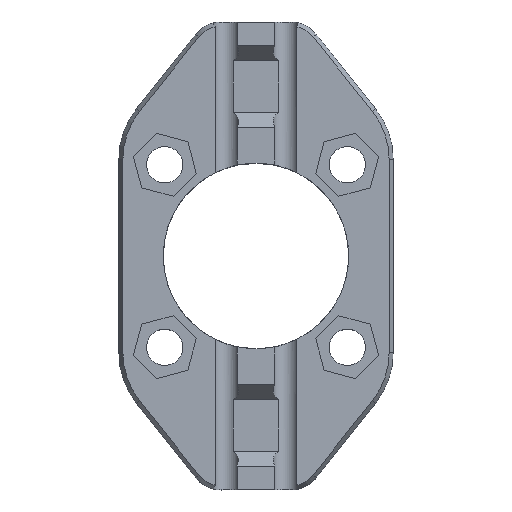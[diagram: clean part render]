
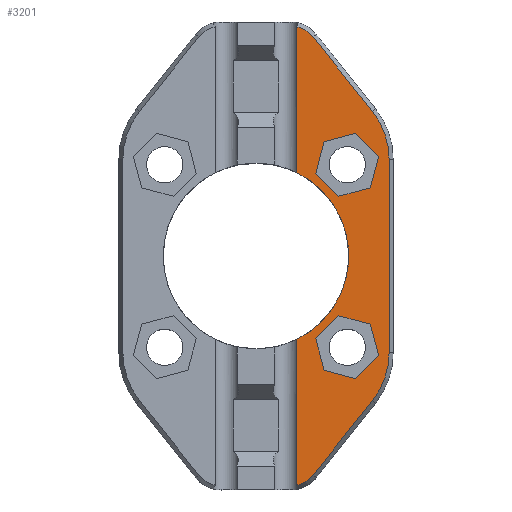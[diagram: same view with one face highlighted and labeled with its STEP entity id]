
A CAD part, top view. The second image highlights one B-rep face of the part: STEP entity #3201.
In plain terms, the highlighted planar face has unit normal (0, 0, 1).
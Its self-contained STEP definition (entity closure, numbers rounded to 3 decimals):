
#92=FACE_BOUND('',#544,.T.);
#93=FACE_BOUND('',#545,.T.);
#125=B_SPLINE_CURVE_WITH_KNOTS('',3,(#4529,#4530,#4531,#4532),
 .UNSPECIFIED.,.F.,.F.,(4,4),(1.033,2.842),
 .UNSPECIFIED.);
#126=B_SPLINE_CURVE_WITH_KNOTS('',3,(#4535,#4536,#4537,#4538),
 .UNSPECIFIED.,.F.,.F.,(4,4),(-2.842,-1.033),
 .UNSPECIFIED.);
#244=PLANE('',#3416);
#360=FACE_OUTER_BOUND('',#543,.T.);
#543=EDGE_LOOP('',(#2289,#2290,#2291,#2292,#2293,#2294,#2295,#2296,#2297,
#2298));
#544=EDGE_LOOP('',(#2299,#2300,#2301,#2302,#2303,#2304));
#545=EDGE_LOOP('',(#2305,#2306,#2307,#2308,#2309,#2310));
#736=CIRCLE('',#3404,9.5);
#738=CIRCLE('',#3407,3.5);
#740=CIRCLE('',#3411,9.5);
#741=CIRCLE('',#3414,3.5);
#743=CIRCLE('',#3417,11.5);
#794=LINE('',#4462,#1102);
#797=LINE('',#4493,#1105);
#801=LINE('',#4505,#1109);
#803=LINE('',#4541,#1111);
#804=LINE('',#4543,#1112);
#805=LINE('',#4545,#1113);
#806=LINE('',#4547,#1114);
#807=LINE('',#4549,#1115);
#808=LINE('',#4550,#1116);
#809=LINE('',#4553,#1117);
#810=LINE('',#4555,#1118);
#811=LINE('',#4557,#1119);
#812=LINE('',#4559,#1120);
#813=LINE('',#4561,#1121);
#814=LINE('',#4562,#1122);
#1102=VECTOR('',#3644,10.);
#1105=VECTOR('',#3661,10.);
#1109=VECTOR('',#3673,10.);
#1111=VECTOR('',#3685,10.);
#1112=VECTOR('',#3686,10.);
#1113=VECTOR('',#3687,10.);
#1114=VECTOR('',#3688,10.);
#1115=VECTOR('',#3689,10.);
#1116=VECTOR('',#3690,10.);
#1117=VECTOR('',#3691,10.);
#1118=VECTOR('',#3692,10.);
#1119=VECTOR('',#3693,10.);
#1120=VECTOR('',#3694,10.);
#1121=VECTOR('',#3695,10.);
#1122=VECTOR('',#3696,10.);
#1423=VERTEX_POINT('',#4455);
#1426=VERTEX_POINT('',#4460);
#1428=VERTEX_POINT('',#4466);
#1431=VERTEX_POINT('',#4481);
#1433=VERTEX_POINT('',#4491);
#1435=VERTEX_POINT('',#4498);
#1437=VERTEX_POINT('',#4503);
#1439=VERTEX_POINT('',#4509);
#1441=VERTEX_POINT('',#4528);
#1442=VERTEX_POINT('',#4533);
#1443=VERTEX_POINT('',#4539);
#1444=VERTEX_POINT('',#4540);
#1445=VERTEX_POINT('',#4542);
#1446=VERTEX_POINT('',#4544);
#1447=VERTEX_POINT('',#4546);
#1448=VERTEX_POINT('',#4548);
#1449=VERTEX_POINT('',#4551);
#1450=VERTEX_POINT('',#4552);
#1451=VERTEX_POINT('',#4554);
#1452=VERTEX_POINT('',#4556);
#1453=VERTEX_POINT('',#4558);
#1454=VERTEX_POINT('',#4560);
#1755=EDGE_CURVE('',#1426,#1423,#794,.T.);
#1758=EDGE_CURVE('',#1428,#1426,#736,.T.);
#1761=EDGE_CURVE('',#1423,#1431,#738,.T.);
#1764=EDGE_CURVE('',#1433,#1428,#797,.T.);
#1768=EDGE_CURVE('',#1435,#1433,#740,.T.);
#1770=EDGE_CURVE('',#1437,#1435,#801,.T.);
#1773=EDGE_CURVE('',#1439,#1437,#741,.T.);
#1776=EDGE_CURVE('',#1441,#1439,#125,.T.);
#1777=EDGE_CURVE('',#1441,#1442,#743,.T.);
#1778=EDGE_CURVE('',#1431,#1442,#126,.T.);
#1779=EDGE_CURVE('',#1443,#1444,#803,.T.);
#1780=EDGE_CURVE('',#1444,#1445,#804,.T.);
#1781=EDGE_CURVE('',#1445,#1446,#805,.T.);
#1782=EDGE_CURVE('',#1446,#1447,#806,.T.);
#1783=EDGE_CURVE('',#1447,#1448,#807,.T.);
#1784=EDGE_CURVE('',#1448,#1443,#808,.T.);
#1785=EDGE_CURVE('',#1449,#1450,#809,.T.);
#1786=EDGE_CURVE('',#1450,#1451,#810,.T.);
#1787=EDGE_CURVE('',#1451,#1452,#811,.T.);
#1788=EDGE_CURVE('',#1452,#1453,#812,.T.);
#1789=EDGE_CURVE('',#1453,#1454,#813,.T.);
#1790=EDGE_CURVE('',#1454,#1449,#814,.T.);
#2289=ORIENTED_EDGE('',*,*,#1761,.F.);
#2290=ORIENTED_EDGE('',*,*,#1755,.F.);
#2291=ORIENTED_EDGE('',*,*,#1758,.F.);
#2292=ORIENTED_EDGE('',*,*,#1764,.F.);
#2293=ORIENTED_EDGE('',*,*,#1768,.F.);
#2294=ORIENTED_EDGE('',*,*,#1770,.F.);
#2295=ORIENTED_EDGE('',*,*,#1773,.F.);
#2296=ORIENTED_EDGE('',*,*,#1776,.F.);
#2297=ORIENTED_EDGE('',*,*,#1777,.T.);
#2298=ORIENTED_EDGE('',*,*,#1778,.F.);
#2299=ORIENTED_EDGE('',*,*,#1779,.T.);
#2300=ORIENTED_EDGE('',*,*,#1780,.T.);
#2301=ORIENTED_EDGE('',*,*,#1781,.T.);
#2302=ORIENTED_EDGE('',*,*,#1782,.T.);
#2303=ORIENTED_EDGE('',*,*,#1783,.T.);
#2304=ORIENTED_EDGE('',*,*,#1784,.T.);
#2305=ORIENTED_EDGE('',*,*,#1785,.T.);
#2306=ORIENTED_EDGE('',*,*,#1786,.T.);
#2307=ORIENTED_EDGE('',*,*,#1787,.T.);
#2308=ORIENTED_EDGE('',*,*,#1788,.T.);
#2309=ORIENTED_EDGE('',*,*,#1789,.T.);
#2310=ORIENTED_EDGE('',*,*,#1790,.T.);
#3201=ADVANCED_FACE('',(#360,#92,#93),#244,.T.);
#3404=AXIS2_PLACEMENT_3D('',#4468,#3650,#3651);
#3407=AXIS2_PLACEMENT_3D('',#4482,#3656,#3657);
#3411=AXIS2_PLACEMENT_3D('',#4500,#3668,#3669);
#3414=AXIS2_PLACEMENT_3D('',#4516,#3677,#3678);
#3416=AXIS2_PLACEMENT_3D('',#4527,#3681,#3682);
#3417=AXIS2_PLACEMENT_3D('',#4534,#3683,#3684);
#3644=DIRECTION('',(-0.623,-0.782,0.));
#3650=DIRECTION('center_axis',(0.,0.,-1.));
#3651=DIRECTION('ref_axis',(0.944,-0.33,0.));
#3656=DIRECTION('center_axis',(0.,0.,-1.));
#3657=DIRECTION('ref_axis',(0.,-1.,0.));
#3661=DIRECTION('',(0.,-1.,0.));
#3668=DIRECTION('center_axis',(0.,0.,-1.));
#3669=DIRECTION('ref_axis',(0.944,0.33,0.));
#3673=DIRECTION('',(0.623,-0.782,0.));
#3677=DIRECTION('center_axis',(0.,0.,-1.));
#3678=DIRECTION('ref_axis',(0.987,0.16,0.));
#3681=DIRECTION('center_axis',(0.,0.,1.));
#3682=DIRECTION('ref_axis',(1.,0.,0.));
#3683=DIRECTION('center_axis',(0.,0.,-1.));
#3684=DIRECTION('ref_axis',(1.,0.,0.));
#3685=DIRECTION('',(-0.259,-0.966,0.));
#3686=DIRECTION('',(-0.966,-0.259,0.));
#3687=DIRECTION('',(-0.707,0.707,0.));
#3688=DIRECTION('',(0.259,0.966,0.));
#3689=DIRECTION('',(0.966,0.259,0.));
#3690=DIRECTION('',(0.707,-0.707,0.));
#3691=DIRECTION('',(-0.966,0.259,0.));
#3692=DIRECTION('',(-0.259,0.966,0.));
#3693=DIRECTION('',(0.707,0.707,0.));
#3694=DIRECTION('',(0.966,-0.259,0.));
#3695=DIRECTION('',(0.259,-0.966,0.));
#3696=DIRECTION('',(-0.707,-0.707,0.));
#4455=CARTESIAN_POINT('',(44.294,50.207,144.766));
#4460=CARTESIAN_POINT('',(51.667,59.473,144.766));
#4462=CARTESIAN_POINT('',(54.32,62.807,144.766));
#4466=CARTESIAN_POINT('',(53.733,65.388,144.766));
#4468=CARTESIAN_POINT('Origin',(44.233,65.388,144.766));
#4481=CARTESIAN_POINT('',(42.283,48.963,144.766));
#4482=CARTESIAN_POINT('Origin',(41.555,52.387,144.766));
#4491=CARTESIAN_POINT('',(53.733,89.385,144.766));
#4493=CARTESIAN_POINT('',(53.733,85.133,144.766));
#4498=CARTESIAN_POINT('',(51.667,95.301,144.766));
#4500=CARTESIAN_POINT('Origin',(44.233,89.385,144.766));
#4503=CARTESIAN_POINT('',(44.294,104.566,144.766));
#4505=CARTESIAN_POINT('',(49.546,97.965,144.766));
#4509=CARTESIAN_POINT('',(42.283,105.81,144.766));
#4516=CARTESIAN_POINT('Origin',(41.555,102.387,144.766));
#4527=CARTESIAN_POINT('Origin',(37.233,77.387,144.766));
#4528=CARTESIAN_POINT('',(42.283,87.718,144.766));
#4529=CARTESIAN_POINT('Ctrl Pts',(42.283,87.718,144.766));
#4530=CARTESIAN_POINT('Ctrl Pts',(42.283,93.749,144.766));
#4531=CARTESIAN_POINT('Ctrl Pts',(42.283,99.78,144.766));
#4532=CARTESIAN_POINT('Ctrl Pts',(42.283,105.81,144.766));
#4533=CARTESIAN_POINT('',(42.283,67.055,144.766));
#4534=CARTESIAN_POINT('Origin',(37.233,77.387,144.766));
#4535=CARTESIAN_POINT('Ctrl Pts',(42.283,48.963,144.766));
#4536=CARTESIAN_POINT('Ctrl Pts',(42.283,54.994,144.766));
#4537=CARTESIAN_POINT('Ctrl Pts',(42.283,61.024,144.766));
#4538=CARTESIAN_POINT('Ctrl Pts',(42.283,67.055,144.766));
#4539=CARTESIAN_POINT('',(52.45,89.746,144.766));
#4540=CARTESIAN_POINT('',(51.404,85.842,144.766));
#4541=CARTESIAN_POINT('',(50.396,82.078,144.766));
#4542=CARTESIAN_POINT('',(47.501,84.796,144.766));
#4543=CARTESIAN_POINT('',(43.736,83.788,144.766));
#4544=CARTESIAN_POINT('',(44.643,87.654,144.766));
#4545=CARTESIAN_POINT('',(46.786,85.511,144.766));
#4546=CARTESIAN_POINT('',(45.689,91.558,144.766));
#4547=CARTESIAN_POINT('',(43.111,81.938,144.766));
#4548=CARTESIAN_POINT('',(49.593,92.604,144.766));
#4549=CARTESIAN_POINT('',(39.973,90.026,144.766));
#4550=CARTESIAN_POINT('',(50.307,91.889,144.766));
#4551=CARTESIAN_POINT('',(49.592,62.169,144.766));
#4552=CARTESIAN_POINT('',(45.689,63.215,144.766));
#4553=CARTESIAN_POINT('',(41.924,64.224,144.766));
#4554=CARTESIAN_POINT('',(44.643,67.119,144.766));
#4555=CARTESIAN_POINT('',(43.634,70.883,144.766));
#4556=CARTESIAN_POINT('',(47.5,69.977,144.766));
#4557=CARTESIAN_POINT('',(45.357,67.834,144.766));
#4558=CARTESIAN_POINT('',(51.404,68.931,144.766));
#4559=CARTESIAN_POINT('',(41.784,71.508,144.766));
#4560=CARTESIAN_POINT('',(52.45,65.027,144.766));
#4561=CARTESIAN_POINT('',(49.872,74.647,144.766));
#4562=CARTESIAN_POINT('',(51.736,64.313,144.766));
